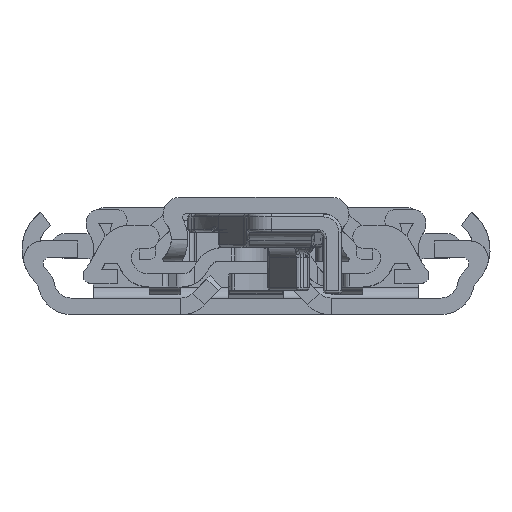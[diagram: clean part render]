
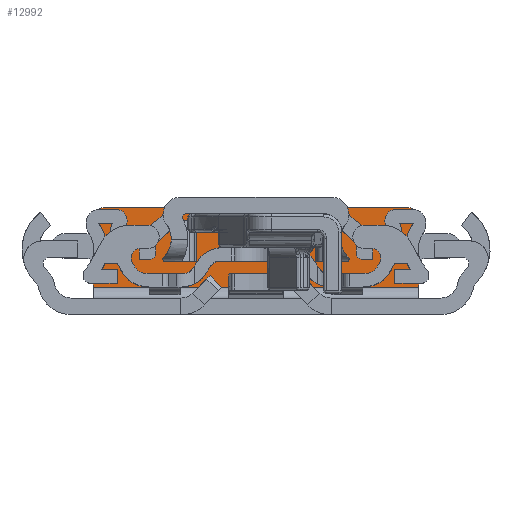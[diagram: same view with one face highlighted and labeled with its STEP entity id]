
A CAD part, front view. The second image highlights one B-rep face of the part: STEP entity #12992.
In plain terms, the highlighted planar face has unit normal (0, -1, 0).
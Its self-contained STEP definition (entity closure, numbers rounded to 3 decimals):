
#830=FACE_OUTER_BOUND('',#1597,.T.);
#1597=EDGE_LOOP('',(#8867,#8868,#8869,#8870,#8871,#8872));
#2455=LINE('',#19841,#3524);
#2458=LINE('',#19849,#3527);
#2459=LINE('',#19853,#3528);
#2460=LINE('',#19854,#3529);
#3524=VECTOR('',#15720,10.);
#3527=VECTOR('',#15729,10.);
#3528=VECTOR('',#15732,10.);
#3529=VECTOR('',#15733,10.);
#4560=CIRCLE('',#13972,2.);
#4563=CIRCLE('',#13977,2.);
#5394=VERTEX_POINT('',#19834);
#5395=VERTEX_POINT('',#19836);
#5396=VERTEX_POINT('',#19840);
#5398=VERTEX_POINT('',#19848);
#5399=VERTEX_POINT('',#19850);
#5400=VERTEX_POINT('',#19852);
#6725=EDGE_CURVE('',#5394,#5395,#4560,.T.);
#6727=EDGE_CURVE('',#5396,#5395,#2455,.T.);
#6732=EDGE_CURVE('',#5398,#5394,#2458,.T.);
#6733=EDGE_CURVE('',#5399,#5398,#4563,.T.);
#6734=EDGE_CURVE('',#5399,#5400,#2459,.T.);
#6735=EDGE_CURVE('',#5400,#5396,#2460,.T.);
#8867=ORIENTED_EDGE('',*,*,#6725,.F.);
#8868=ORIENTED_EDGE('',*,*,#6732,.F.);
#8869=ORIENTED_EDGE('',*,*,#6733,.F.);
#8870=ORIENTED_EDGE('',*,*,#6734,.T.);
#8871=ORIENTED_EDGE('',*,*,#6735,.T.);
#8872=ORIENTED_EDGE('',*,*,#6727,.T.);
#12679=PLANE('',#13976);
#12992=ADVANCED_FACE('',(#830),#12679,.T.);
#13972=AXIS2_PLACEMENT_3D('',#19837,#15715,#15716);
#13976=AXIS2_PLACEMENT_3D('',#19847,#15727,#15728);
#13977=AXIS2_PLACEMENT_3D('',#19851,#15730,#15731);
#15715=DIRECTION('center_axis',(0.,1.,0.));
#15716=DIRECTION('ref_axis',(0.707,0.,0.707));
#15720=DIRECTION('',(0.,0.,1.));
#15727=DIRECTION('center_axis',(0.,-1.,0.));
#15728=DIRECTION('ref_axis',(0.,0.,-1.));
#15729=DIRECTION('',(1.,0.,0.));
#15730=DIRECTION('center_axis',(0.,1.,0.));
#15731=DIRECTION('ref_axis',(-0.707,0.,0.707));
#15732=DIRECTION('',(0.,0.,-1.));
#15733=DIRECTION('',(1.,0.,0.));
#19834=CARTESIAN_POINT('',(24.5,497.3,17.5));
#19836=CARTESIAN_POINT('',(26.5,497.3,15.5));
#19837=CARTESIAN_POINT('Origin',(24.5,497.3,15.5));
#19840=CARTESIAN_POINT('',(26.5,497.3,4.5));
#19841=CARTESIAN_POINT('',(26.5,497.3,17.5));
#19847=CARTESIAN_POINT('Origin',(0.,497.3,4.5));
#19848=CARTESIAN_POINT('',(-24.5,497.3,17.5));
#19849=CARTESIAN_POINT('',(0.,497.3,17.5));
#19850=CARTESIAN_POINT('',(-26.5,497.3,15.5));
#19851=CARTESIAN_POINT('Origin',(-24.5,497.3,15.5));
#19852=CARTESIAN_POINT('',(-26.5,497.3,4.5));
#19853=CARTESIAN_POINT('',(-26.5,497.3,17.5));
#19854=CARTESIAN_POINT('',(0.,497.3,4.5));
